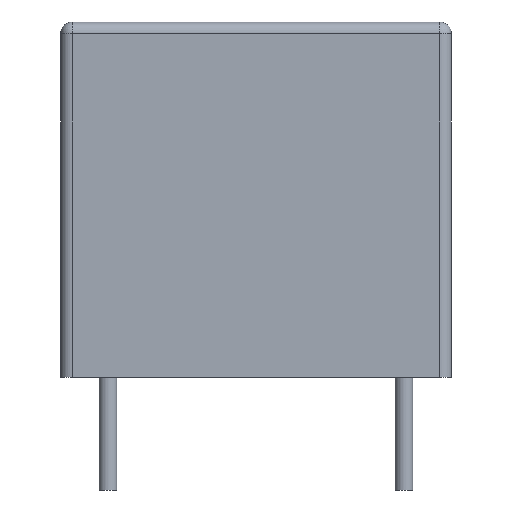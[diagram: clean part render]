
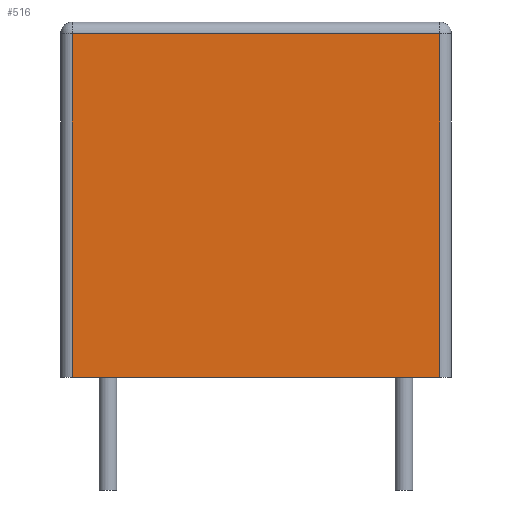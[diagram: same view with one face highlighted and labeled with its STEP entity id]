
A CAD part, front view. The second image highlights one B-rep face of the part: STEP entity #516.
In plain terms, the highlighted planar face has unit normal (0, -1, 0).
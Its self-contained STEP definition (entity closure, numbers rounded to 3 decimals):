
#142=CARTESIAN_POINT('',(-6.2,-2.6,11.6));
#143=VERTEX_POINT('',#142);
#186=CARTESIAN_POINT('',(6.2,-2.6,11.6));
#187=VERTEX_POINT('',#186);
#211=CARTESIAN_POINT('',(-6.2,-2.6,11.6));
#212=DIRECTION('',(1.0,0.0,0.0));
#213=VECTOR('',#212,12.4);
#214=LINE('',#211,#213);
#215=EDGE_CURVE('',#143,#187,#214,.T.);
#232=CARTESIAN_POINT('',(6.2,-2.6,0.0));
#233=VERTEX_POINT('',#232);
#250=CARTESIAN_POINT('',(6.2,-2.6,11.6));
#251=DIRECTION('',(0.0,0.0,-1.0));
#252=VECTOR('',#251,11.6);
#253=LINE('',#250,#252);
#254=EDGE_CURVE('',#187,#233,#253,.T.);
#288=CARTESIAN_POINT('',(-6.2,-2.6,0.0));
#289=VERTEX_POINT('',#288);
#297=CARTESIAN_POINT('',(-6.2,-2.6,0.0));
#298=DIRECTION('',(0.0,0.0,1.0));
#299=VECTOR('',#298,11.6);
#300=LINE('',#297,#299);
#301=EDGE_CURVE('',#289,#143,#300,.T.);
#472=CARTESIAN_POINT('',(6.2,-2.6,0.0));
#473=DIRECTION('',(-1.0,0.0,0.0));
#474=VECTOR('',#473,12.4);
#475=LINE('',#472,#474);
#476=EDGE_CURVE('',#233,#289,#475,.T.);
#505=CARTESIAN_POINT('',(6.6,-2.6,0.0));
#506=DIRECTION('',(0.0,-1.0,0.0));
#507=DIRECTION('',(0.0,0.0,-1.0));
#508=AXIS2_PLACEMENT_3D('',#505,#506,#507);
#509=PLANE('',#508);
#510=ORIENTED_EDGE('',*,*,#301,.F.);
#511=ORIENTED_EDGE('',*,*,#476,.F.);
#512=ORIENTED_EDGE('',*,*,#254,.F.);
#513=ORIENTED_EDGE('',*,*,#215,.F.);
#514=EDGE_LOOP('',(#510,#511,#512,#513));
#515=FACE_OUTER_BOUND('',#514,.T.);
#516=ADVANCED_FACE('',(#515),#509,.T.);
